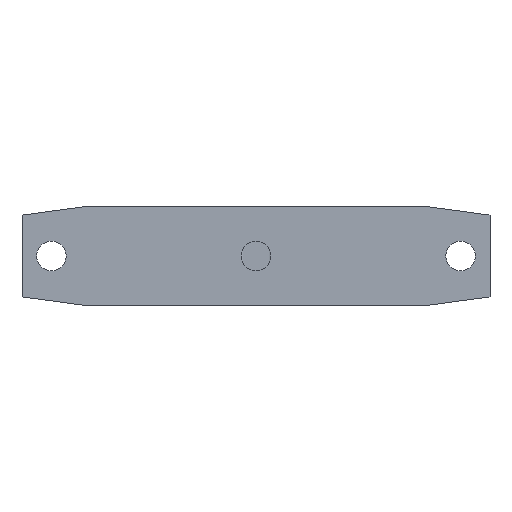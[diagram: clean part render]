
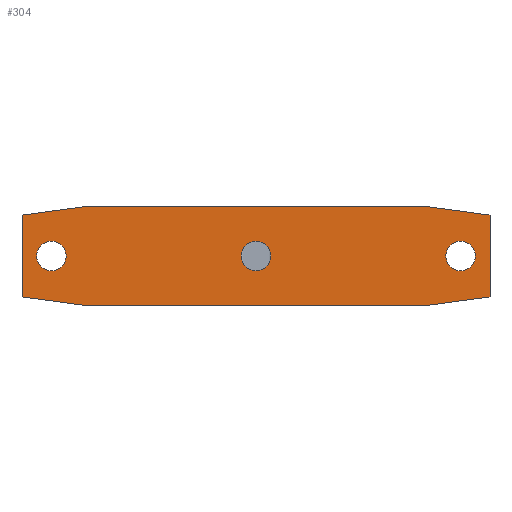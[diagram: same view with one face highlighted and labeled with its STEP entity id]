
A CAD part, front view. The second image highlights one B-rep face of the part: STEP entity #304.
In plain terms, the highlighted planar face has unit normal (0, -1, 0).
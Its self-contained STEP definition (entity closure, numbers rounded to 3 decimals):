
#84 = VERTEX_POINT ( 'NONE', #1345 ) ;
#86 = EDGE_CURVE ( 'NONE', #87, #84, #1344, .T. ) ;
#87 = VERTEX_POINT ( 'NONE', #1339 ) ;
#99 = VERTEX_POINT ( 'NONE', #1398 ) ;
#103 = EDGE_CURVE ( 'NONE', #99, #104, #1393, .T. ) ;
#104 = VERTEX_POINT ( 'NONE', #1388 ) ;
#114 = VERTEX_POINT ( 'NONE', #1412 ) ;
#117 = EDGE_CURVE ( 'NONE', #114, #118, #1458, .T. ) ;
#118 = VERTEX_POINT ( 'NONE', #1453 ) ;
#304 = ADVANCED_FACE ( 'NONE', ( #1995, #1994, #1993, #1992 ), #2041, .F. ) ;
#305 = EDGE_LOOP ( 'NONE', ( #523, #525 ) ) ;
#509 = VERTEX_POINT ( 'NONE', #2528 ) ;
#510 = VERTEX_POINT ( 'NONE', #2527 ) ;
#511 = ORIENTED_EDGE ( 'NONE', *, *, #512, .T. ) ;
#512 = EDGE_CURVE ( 'NONE', #510, #513, #2526, .T. ) ;
#513 = VERTEX_POINT ( 'NONE', #2522 ) ;
#514 = ORIENTED_EDGE ( 'NONE', *, *, #515, .T. ) ;
#515 = EDGE_CURVE ( 'NONE', #513, #516, #2521, .T. ) ;
#516 = VERTEX_POINT ( 'NONE', #2517 ) ;
#517 = ORIENTED_EDGE ( 'NONE', *, *, #518, .T. ) ;
#518 = EDGE_CURVE ( 'NONE', #516, #519, #2516, .T. ) ;
#519 = VERTEX_POINT ( 'NONE', #2580 ) ;
#520 = ORIENTED_EDGE ( 'NONE', *, *, #521, .F. ) ;
#521 = EDGE_CURVE ( 'NONE', #522, #519, #2579, .T. ) ;
#522 = VERTEX_POINT ( 'NONE', #2575 ) ;
#523 = ORIENTED_EDGE ( 'NONE', *, *, #524, .F. ) ;
#524 = EDGE_CURVE ( 'NONE', #104, #99, #2573, .T. ) ;
#525 = ORIENTED_EDGE ( 'NONE', *, *, #103, .F. ) ;
#526 = EDGE_LOOP ( 'NONE', ( #527, #529 ) ) ;
#527 = ORIENTED_EDGE ( 'NONE', *, *, #528, .F. ) ;
#528 = EDGE_CURVE ( 'NONE', #118, #114, #2568, .T. ) ;
#529 = ORIENTED_EDGE ( 'NONE', *, *, #117, .F. ) ;
#530 = EDGE_LOOP ( 'NONE', ( #531, #533 ) ) ;
#531 = ORIENTED_EDGE ( 'NONE', *, *, #532, .F. ) ;
#532 = EDGE_CURVE ( 'NONE', #84, #87, #2564, .T. ) ;
#533 = ORIENTED_EDGE ( 'NONE', *, *, #86, .F. ) ;
#534 = EDGE_LOOP ( 'NONE', ( #535, #511, #514, #517, #520, #576, #579, #582 ) ) ;
#535 = ORIENTED_EDGE ( 'NONE', *, *, #536, .T. ) ;
#536 = EDGE_CURVE ( 'NONE', #509, #510, #2559, .T. ) ;
#576 = ORIENTED_EDGE ( 'NONE', *, *, #577, .T. ) ;
#577 = EDGE_CURVE ( 'NONE', #522, #578, #2714, .T. ) ;
#578 = VERTEX_POINT ( 'NONE', #2710 ) ;
#579 = ORIENTED_EDGE ( 'NONE', *, *, #580, .T. ) ;
#580 = EDGE_CURVE ( 'NONE', #578, #581, #2709, .T. ) ;
#581 = VERTEX_POINT ( 'NONE', #2705 ) ;
#582 = ORIENTED_EDGE ( 'NONE', *, *, #583, .T. ) ;
#583 = EDGE_CURVE ( 'NONE', #581, #509, #2703, .T. ) ;
#1339 = CARTESIAN_POINT ( 'NONE',  ( 48.5, 0., 0. ) ) ;
#1340 = DIRECTION ( 'NONE',  ( 1., 0., 0. ) ) ;
#1341 = DIRECTION ( 'NONE',  ( 0., -1., 0. ) ) ;
#1342 = CARTESIAN_POINT ( 'NONE',  ( 53., 0., 0. ) ) ;
#1343 = AXIS2_PLACEMENT_3D ( 'NONE', #1342, #1341, #1340 ) ;
#1344 = CIRCLE ( 'NONE', #1343, 4.5 ) ;
#1345 = CARTESIAN_POINT ( 'NONE',  ( 57.5, 0., 0. ) ) ;
#1388 = CARTESIAN_POINT ( 'NONE',  ( 120., 0., 0. ) ) ;
#1389 = DIRECTION ( 'NONE',  ( 1., 0., 0. ) ) ;
#1390 = DIRECTION ( 'NONE',  ( 0., -1., 0. ) ) ;
#1391 = CARTESIAN_POINT ( 'NONE',  ( 115.5, 0., 0. ) ) ;
#1392 = AXIS2_PLACEMENT_3D ( 'NONE', #1391, #1390, #1389 ) ;
#1393 = CIRCLE ( 'NONE', #1392, 4.5 ) ;
#1398 = CARTESIAN_POINT ( 'NONE',  ( 111., 0., 0. ) ) ;
#1412 = CARTESIAN_POINT ( 'NONE',  ( -14., 0., 0. ) ) ;
#1453 = CARTESIAN_POINT ( 'NONE',  ( -5., 0., 0. ) ) ;
#1454 = DIRECTION ( 'NONE',  ( 1., 0., 0. ) ) ;
#1455 = DIRECTION ( 'NONE',  ( 0., -1., 0. ) ) ;
#1456 = CARTESIAN_POINT ( 'NONE',  ( -9.5, 0., 0. ) ) ;
#1457 = AXIS2_PLACEMENT_3D ( 'NONE', #1456, #1455, #1454 ) ;
#1458 = CIRCLE ( 'NONE', #1457, 4.5 ) ;
#1992 = FACE_OUTER_BOUND ( 'NONE', #534, .T. ) ;
#1993 = FACE_BOUND ( 'NONE', #530, .T. ) ;
#1994 = FACE_BOUND ( 'NONE', #526, .T. ) ;
#1995 = FACE_BOUND ( 'NONE', #305, .T. ) ;
#2036 = DIRECTION ( 'NONE',  ( -1., 0., 0. ) ) ;
#2037 = DIRECTION ( 'NONE',  ( 0., 1., 0. ) ) ;
#2038 = CARTESIAN_POINT ( 'NONE',  ( 0., 0., 15. ) ) ;
#2039 = AXIS2_PLACEMENT_3D ( 'NONE', #2038, #2037, #2036 ) ;
#2041 = PLANE ( 'NONE',  #2039 ) ;
#2513 = DIRECTION ( 'NONE',  ( -0.991, 0., 0.134 ) ) ;
#2514 = VECTOR ( 'NONE', #2513, 1000. ) ;
#2515 = CARTESIAN_POINT ( 'NONE',  ( 106., 0., 15. ) ) ;
#2516 = LINE ( 'NONE', #2515, #2514 ) ;
#2517 = CARTESIAN_POINT ( 'NONE',  ( 124.5, 0., 12.5 ) ) ;
#2518 = DIRECTION ( 'NONE',  ( 0., 0., 1. ) ) ;
#2519 = VECTOR ( 'NONE', #2518, 1000. ) ;
#2520 = CARTESIAN_POINT ( 'NONE',  ( 124.5, 0., 12.5 ) ) ;
#2521 = LINE ( 'NONE', #2520, #2519 ) ;
#2522 = CARTESIAN_POINT ( 'NONE',  ( 124.5, 0., -12.5 ) ) ;
#2523 = DIRECTION ( 'NONE',  ( 0.991, 0., 0.134 ) ) ;
#2524 = VECTOR ( 'NONE', #2523, 1000. ) ;
#2525 = CARTESIAN_POINT ( 'NONE',  ( 124.5, 0., -12.5 ) ) ;
#2526 = LINE ( 'NONE', #2525, #2524 ) ;
#2527 = CARTESIAN_POINT ( 'NONE',  ( 106., 0., -15. ) ) ;
#2528 = CARTESIAN_POINT ( 'NONE',  ( 0., 0., -15. ) ) ;
#2556 = DIRECTION ( 'NONE',  ( 1., 0., 0. ) ) ;
#2557 = VECTOR ( 'NONE', #2556, 1000. ) ;
#2558 = CARTESIAN_POINT ( 'NONE',  ( 0., 0., -15. ) ) ;
#2559 = LINE ( 'NONE', #2558, #2557 ) ;
#2560 = DIRECTION ( 'NONE',  ( 1., 0., 0. ) ) ;
#2561 = DIRECTION ( 'NONE',  ( 0., -1., 0. ) ) ;
#2562 = CARTESIAN_POINT ( 'NONE',  ( 53., 0., 0. ) ) ;
#2563 = AXIS2_PLACEMENT_3D ( 'NONE', #2562, #2561, #2560 ) ;
#2564 = CIRCLE ( 'NONE', #2563, 4.5 ) ;
#2565 = DIRECTION ( 'NONE',  ( 1., 0., 0. ) ) ;
#2566 = DIRECTION ( 'NONE',  ( 0., -1., 0. ) ) ;
#2567 = AXIS2_PLACEMENT_3D ( 'NONE', #2574, #2566, #2565 ) ;
#2568 = CIRCLE ( 'NONE', #2567, 4.5 ) ;
#2569 = DIRECTION ( 'NONE',  ( 1., 0., 0. ) ) ;
#2570 = DIRECTION ( 'NONE',  ( 0., -1., 0. ) ) ;
#2571 = CARTESIAN_POINT ( 'NONE',  ( 115.5, 0., 0. ) ) ;
#2572 = AXIS2_PLACEMENT_3D ( 'NONE', #2571, #2570, #2569 ) ;
#2573 = CIRCLE ( 'NONE', #2572, 4.5 ) ;
#2574 = CARTESIAN_POINT ( 'NONE',  ( -9.5, 0., 0. ) ) ;
#2575 = CARTESIAN_POINT ( 'NONE',  ( 0., 0., 15. ) ) ;
#2576 = DIRECTION ( 'NONE',  ( 1., 0., 0. ) ) ;
#2577 = VECTOR ( 'NONE', #2576, 1000. ) ;
#2578 = CARTESIAN_POINT ( 'NONE',  ( 0., 0., 15. ) ) ;
#2579 = LINE ( 'NONE', #2578, #2577 ) ;
#2580 = CARTESIAN_POINT ( 'NONE',  ( 106., 0., 15. ) ) ;
#2700 = DIRECTION ( 'NONE',  ( 0.991, 0., -0.134 ) ) ;
#2701 = VECTOR ( 'NONE', #2700, 1000. ) ;
#2702 = CARTESIAN_POINT ( 'NONE',  ( -18.5, 0., -12.5 ) ) ;
#2703 = LINE ( 'NONE', #2702, #2701 ) ;
#2705 = CARTESIAN_POINT ( 'NONE',  ( -18.5, 0., -12.5 ) ) ;
#2706 = DIRECTION ( 'NONE',  ( 0., 0., -1. ) ) ;
#2707 = VECTOR ( 'NONE', #2706, 1000. ) ;
#2708 = CARTESIAN_POINT ( 'NONE',  ( -18.5, 0., 12.5 ) ) ;
#2709 = LINE ( 'NONE', #2708, #2707 ) ;
#2710 = CARTESIAN_POINT ( 'NONE',  ( -18.5, 0., 12.5 ) ) ;
#2711 = DIRECTION ( 'NONE',  ( -0.991, 0., -0.134 ) ) ;
#2712 = VECTOR ( 'NONE', #2711, 1000. ) ;
#2713 = CARTESIAN_POINT ( 'NONE',  ( 0., 0., 15. ) ) ;
#2714 = LINE ( 'NONE', #2713, #2712 ) ;
